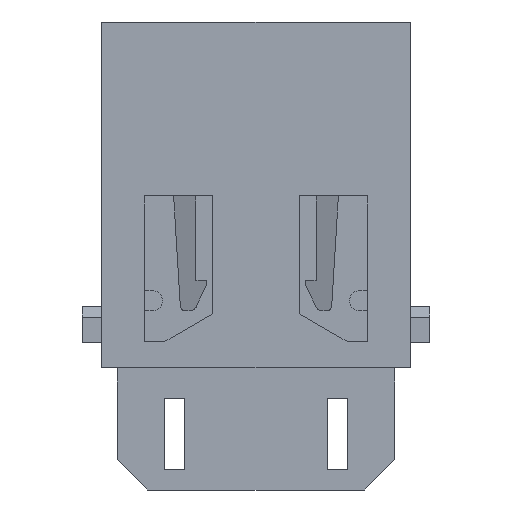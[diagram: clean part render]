
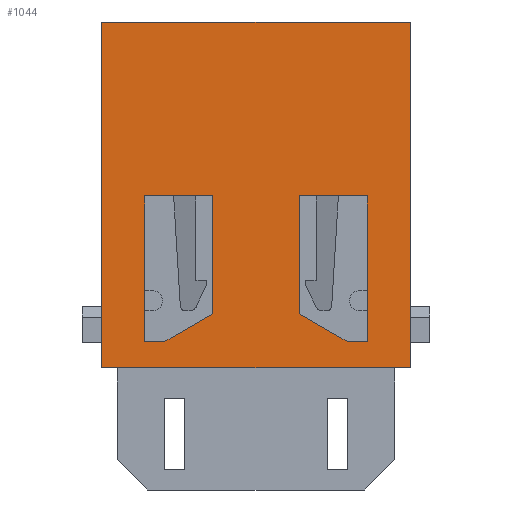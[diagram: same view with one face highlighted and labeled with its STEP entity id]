
A CAD part, left-side view. The second image highlights one B-rep face of the part: STEP entity #1044.
In plain terms, the highlighted planar face has unit normal (-1, 0, 0).
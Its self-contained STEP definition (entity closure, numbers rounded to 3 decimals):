
#1044=ADVANCED_FACE('',(#1398,#1399,#1400),#1252,.T.);
#1252=PLANE('',#5109);
#1398=FACE_BOUND('',#1527,.T.);
#1399=FACE_BOUND('',#1528,.T.);
#1400=FACE_BOUND('',#1529,.T.);
#1527=EDGE_LOOP('',(#3292,#3293,#3294,#3295,#3296));
#1528=EDGE_LOOP('',(#3297,#3298,#3299,#3300,#3301));
#1529=EDGE_LOOP('',(#3302,#3303,#3304,#3305));
#1822=LINE('',#6718,#2359);
#1829=LINE('',#6734,#2366);
#1848=LINE('',#6771,#2385);
#1851=LINE('',#6777,#2388);
#1876=LINE('',#6835,#2413);
#1885=LINE('',#6853,#2422);
#1887=LINE('',#6858,#2424);
#1890=LINE('',#6864,#2427);
#1917=LINE('',#6914,#2454);
#1966=LINE('',#7008,#2503);
#1968=LINE('',#7012,#2505);
#1970=LINE('',#7016,#2507);
#1971=LINE('',#7018,#2508);
#1972=LINE('',#7019,#2509);
#2359=VECTOR('',#5513,1.);
#2366=VECTOR('',#5522,1.);
#2385=VECTOR('',#5553,1.);
#2388=VECTOR('',#5558,1.);
#2413=VECTOR('',#5605,1.);
#2422=VECTOR('',#5618,1.);
#2424=VECTOR('',#5622,1.);
#2427=VECTOR('',#5627,1.);
#2454=VECTOR('',#5672,1.);
#2503=VECTOR('',#5755,1.);
#2505=VECTOR('',#5759,1.);
#2507=VECTOR('',#5763,1.);
#2508=VECTOR('',#5766,1.);
#2509=VECTOR('',#5767,1.);
#3292=ORIENTED_EDGE('',*,*,#4600,.T.);
#3293=ORIENTED_EDGE('',*,*,#4449,.T.);
#3294=ORIENTED_EDGE('',*,*,#4456,.T.);
#3295=ORIENTED_EDGE('',*,*,#4475,.T.);
#3296=ORIENTED_EDGE('',*,*,#4478,.T.);
#3297=ORIENTED_EDGE('',*,*,#4546,.T.);
#3298=ORIENTED_EDGE('',*,*,#4505,.T.);
#3299=ORIENTED_EDGE('',*,*,#4514,.T.);
#3300=ORIENTED_EDGE('',*,*,#4519,.T.);
#3301=ORIENTED_EDGE('',*,*,#4516,.T.);
#3302=ORIENTED_EDGE('',*,*,#4601,.T.);
#3303=ORIENTED_EDGE('',*,*,#4599,.T.);
#3304=ORIENTED_EDGE('',*,*,#4595,.T.);
#3305=ORIENTED_EDGE('',*,*,#4597,.T.);
#4033=VERTEX_POINT('',#6719);
#4034=VERTEX_POINT('',#6720);
#4040=VERTEX_POINT('',#6733);
#4052=VERTEX_POINT('',#6770);
#4054=VERTEX_POINT('',#6776);
#4076=VERTEX_POINT('',#6834);
#4077=VERTEX_POINT('',#6836);
#4083=VERTEX_POINT('',#6852);
#4085=VERTEX_POINT('',#6857);
#4086=VERTEX_POINT('',#6859);
#4128=VERTEX_POINT('',#7005);
#4129=VERTEX_POINT('',#7007);
#4130=VERTEX_POINT('',#7011);
#4131=VERTEX_POINT('',#7015);
#4449=EDGE_CURVE('',#4033,#4034,#1822,.T.);
#4456=EDGE_CURVE('',#4034,#4040,#1829,.T.);
#4475=EDGE_CURVE('',#4040,#4052,#1848,.T.);
#4478=EDGE_CURVE('',#4052,#4054,#1851,.T.);
#4505=EDGE_CURVE('',#4077,#4076,#1876,.T.);
#4514=EDGE_CURVE('',#4076,#4083,#1885,.T.);
#4516=EDGE_CURVE('',#4086,#4085,#1887,.T.);
#4519=EDGE_CURVE('',#4083,#4086,#1890,.T.);
#4546=EDGE_CURVE('',#4085,#4077,#1917,.T.);
#4595=EDGE_CURVE('',#4128,#4129,#1966,.T.);
#4597=EDGE_CURVE('',#4129,#4130,#1968,.T.);
#4599=EDGE_CURVE('',#4131,#4128,#1970,.T.);
#4600=EDGE_CURVE('',#4054,#4033,#1971,.T.);
#4601=EDGE_CURVE('',#4130,#4131,#1972,.T.);
#5109=AXIS2_PLACEMENT_3D('',#7020,#5768,#5769);
#5513=DIRECTION('',(0.,0.,-1.));
#5522=DIRECTION('',(0.,0.866,-0.5));
#5553=DIRECTION('',(0.,1.,0.));
#5558=DIRECTION('',(0.,0.,1.));
#5605=DIRECTION('',(0.,0.,-1.));
#5618=DIRECTION('',(0.,1.,0.));
#5622=DIRECTION('',(0.,0.,1.));
#5627=DIRECTION('',(0.,0.866,0.5));
#5672=DIRECTION('',(0.,-1.,0.));
#5755=DIRECTION('',(0.,-1.,0.));
#5759=DIRECTION('',(0.,0.,1.));
#5763=DIRECTION('',(0.,0.,-1.));
#5766=DIRECTION('',(0.,-1.,0.));
#5767=DIRECTION('',(0.,1.,0.));
#5768=DIRECTION('',(-1.,0.,0.));
#5769=DIRECTION('',(0.,1.,0.));
#6718=CARTESIAN_POINT('',(-7.325,4.25,14.4));
#6719=CARTESIAN_POINT('',(-7.325,4.25,14.4));
#6720=CARTESIAN_POINT('',(-7.325,4.25,2.814));
#6733=CARTESIAN_POINT('',(-7.325,8.95,0.1));
#6734=CARTESIAN_POINT('',(-7.325,4.25,2.814));
#6770=CARTESIAN_POINT('',(-7.325,10.95,0.1));
#6771=CARTESIAN_POINT('',(-7.325,8.95,0.1));
#6776=CARTESIAN_POINT('',(-7.325,10.95,14.4));
#6777=CARTESIAN_POINT('',(-7.325,10.95,0.1));
#6834=CARTESIAN_POINT('',(-7.325,-10.95,0.1));
#6835=CARTESIAN_POINT('',(-7.325,-10.95,14.4));
#6836=CARTESIAN_POINT('',(-7.325,-10.95,14.4));
#6852=CARTESIAN_POINT('',(-7.325,-8.95,0.1));
#6853=CARTESIAN_POINT('',(-7.325,-10.95,0.1));
#6857=CARTESIAN_POINT('',(-7.325,-4.25,14.4));
#6858=CARTESIAN_POINT('',(-7.325,-4.25,2.814));
#6859=CARTESIAN_POINT('',(-7.325,-4.25,2.814));
#6864=CARTESIAN_POINT('',(-7.325,-8.95,0.1));
#6914=CARTESIAN_POINT('',(-7.325,-4.25,14.4));
#7005=CARTESIAN_POINT('',(-7.325,15.15,-2.5));
#7007=CARTESIAN_POINT('',(-7.325,-15.15,-2.5));
#7008=CARTESIAN_POINT('',(-7.325,15.15,-2.5));
#7011=CARTESIAN_POINT('',(-7.325,-15.15,31.5));
#7012=CARTESIAN_POINT('',(-7.325,-15.15,-2.5));
#7015=CARTESIAN_POINT('',(-7.325,15.15,31.5));
#7016=CARTESIAN_POINT('',(-7.325,15.15,31.5));
#7018=CARTESIAN_POINT('',(-7.325,10.95,14.4));
#7019=CARTESIAN_POINT('',(-7.325,-15.15,31.5));
#7020=CARTESIAN_POINT('',(-7.325,-15.15,31.5));
